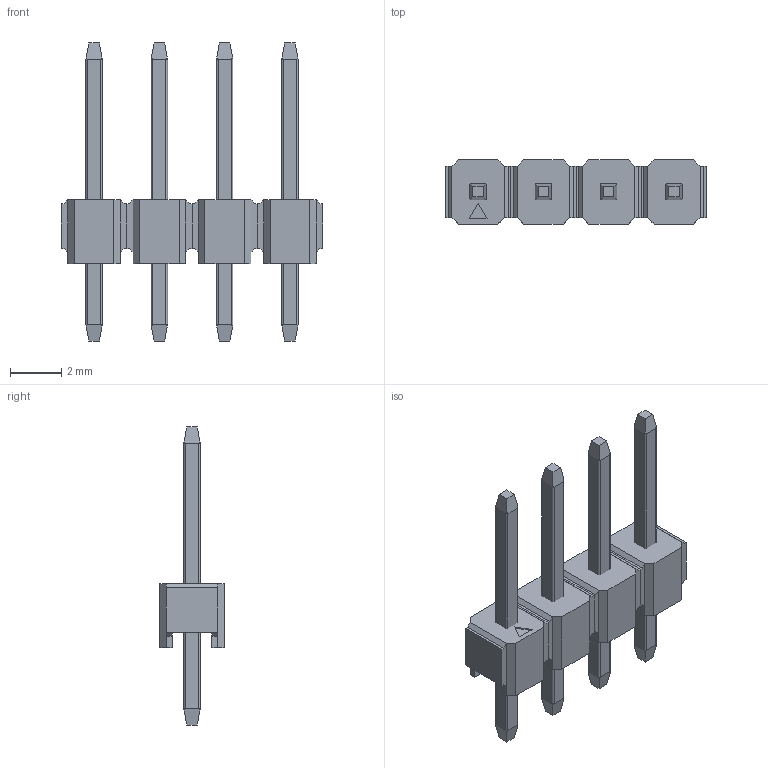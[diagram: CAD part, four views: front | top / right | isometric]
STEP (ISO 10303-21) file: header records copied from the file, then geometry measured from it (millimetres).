
FILE_DESCRIPTION (( 'STEP AP214' ), '1' );
FILE_NAME ('2.54_pin_header_1x4_yellow.STEP', '2024-09-08T13:59:37', ( '' ), ( '' ), 'SwSTEP 2.0', 'SolidWorks 2023', '' );
FILE_SCHEMA (( 'AUTOMOTIVE_DESIGN' ));
Length unit declared in the file: millimetre
Products named in the file (1): 2.54_pin_header_1x4_yellow
Bounding box: 10.16 x 2.5 x 11.6 mm (x, y, z)
Volume: 67.6 mm3; surface area: 254.5 mm2
Topology: 8 solids, 8 shells, 196 faces, 505 edges, 326 vertices
Faces by surface type: plane 180, cylinder 16
Entity records: 8035 total; most frequent: CARTESIAN_POINT 1220, ORIENTED_EDGE 1010, DIRECTION 835, EDGE_CURVE 505, LINE 441, VECTOR 441, VERTEX_POINT 326, UNCERTAINTY_MEASURE_WITH_UNIT 205
